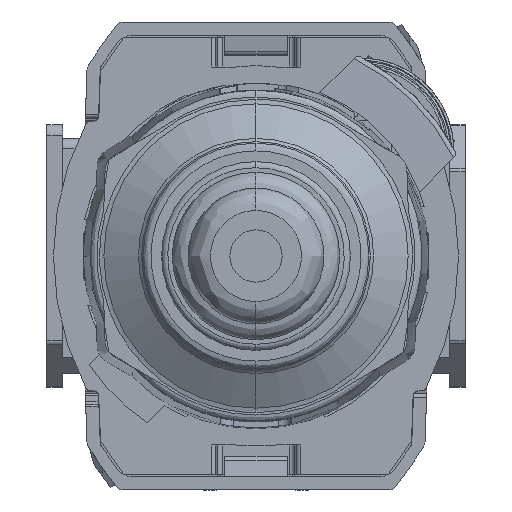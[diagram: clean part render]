
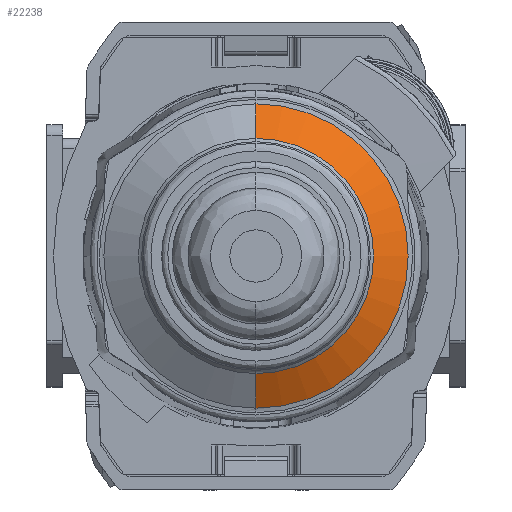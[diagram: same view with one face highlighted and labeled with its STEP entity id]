
A CAD part, front view. The second image highlights one B-rep face of the part: STEP entity #22238.
In plain terms, the highlighted conical face has half-angle 60 degrees and reference radius 16.907 mm.
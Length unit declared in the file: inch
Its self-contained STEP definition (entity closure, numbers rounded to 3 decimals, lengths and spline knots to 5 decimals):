
#3579 = EDGE_CURVE ( 'NONE', #44965, #44422, #42101, .T. ) ;
#3943 = CARTESIAN_POINT ( 'NONE',  ( 0., -3.78452, 0. ) ) ;
#6183 = EDGE_CURVE ( 'NONE', #44965, #29751, #38515, .T. ) ;
#7159 = VECTOR ( 'NONE', #16218, 39.37008 ) ;
#7796 = CARTESIAN_POINT ( 'NONE',  ( 0., -3.69728, 0.66563 ) ) ;
#12890 = DIRECTION ( 'NONE',  ( 0., 0., 1. ) ) ;
#13362 = FACE_OUTER_BOUND ( 'NONE', #44483, .T. ) ;
#13791 = VECTOR ( 'NONE', #18748, 39.37008 ) ;
#16013 = ORIENTED_EDGE ( 'NONE', *, *, #6183, .F. ) ;
#16218 = DIRECTION ( 'NONE',  ( 0., 0.5, 0.866 ) ) ;
#16762 = DIRECTION ( 'NONE',  ( 0., -1., 0. ) ) ;
#17450 = CARTESIAN_POINT ( 'NONE',  ( 0., -3.69728, 0. ) ) ;
#18262 = DIRECTION ( 'NONE',  ( 0., 1., 0. ) ) ;
#18285 = LINE ( 'NONE', #28627, #13791 ) ;
#18748 = DIRECTION ( 'NONE',  ( 0., 0.5, -0.866 ) ) ;
#21947 = CARTESIAN_POINT ( 'NONE',  ( 0., -3.78452, 0.51452 ) ) ;
#22238 = ADVANCED_FACE ( 'NONE', ( #13362 ), #31306, .T. ) ;
#22833 = ORIENTED_EDGE ( 'NONE', *, *, #44549, .T. ) ;
#23658 = AXIS2_PLACEMENT_3D ( 'NONE', #17450, #16762, #24270 ) ;
#24270 = DIRECTION ( 'NONE',  ( 0., 0., -1. ) ) ;
#24629 = DIRECTION ( 'NONE',  ( 0., 0., 1. ) ) ;
#27681 = DIRECTION ( 'NONE',  ( 0., 1., 0. ) ) ;
#28627 = CARTESIAN_POINT ( 'NONE',  ( 0., -3.69728, -0.66563 ) ) ;
#28833 = ORIENTED_EDGE ( 'NONE', *, *, #3579, .T. ) ;
#29412 = CARTESIAN_POINT ( 'NONE',  ( 0., -3.69728, -0.66563 ) ) ;
#29751 = VERTEX_POINT ( 'NONE', #7796 ) ;
#30050 = ORIENTED_EDGE ( 'NONE', *, *, #41323, .T. ) ;
#31194 = CARTESIAN_POINT ( 'NONE',  ( 0., -3.69728, 0. ) ) ;
#31306 = CONICAL_SURFACE ( 'NONE', #34339, 0.66563, 1.047 ) ;
#34339 = AXIS2_PLACEMENT_3D ( 'NONE', #31194, #27681, #12890 ) ;
#37586 = CARTESIAN_POINT ( 'NONE',  ( 0., -3.69728, 0.66563 ) ) ;
#37892 = CIRCLE ( 'NONE', #23658, 0.66563 ) ;
#38345 = AXIS2_PLACEMENT_3D ( 'NONE', #3943, #18262, #24629 ) ;
#38515 = LINE ( 'NONE', #37586, #7159 ) ;
#38656 = VERTEX_POINT ( 'NONE', #29412 ) ;
#41323 = EDGE_CURVE ( 'NONE', #44422, #38656, #18285, .T. ) ;
#42101 = CIRCLE ( 'NONE', #38345, 0.51452 ) ;
#44422 = VERTEX_POINT ( 'NONE', #44955 ) ;
#44483 = EDGE_LOOP ( 'NONE', ( #28833, #30050, #22833, #16013 ) ) ;
#44549 = EDGE_CURVE ( 'NONE', #38656, #29751, #37892, .T. ) ;
#44955 = CARTESIAN_POINT ( 'NONE',  ( 0., -3.78452, -0.51452 ) ) ;
#44965 = VERTEX_POINT ( 'NONE', #21947 ) ;
